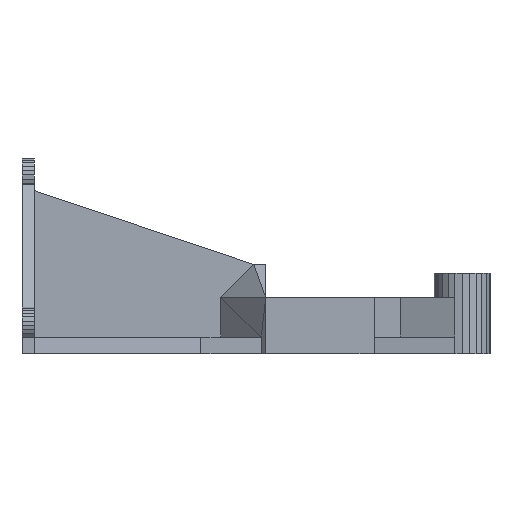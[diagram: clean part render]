
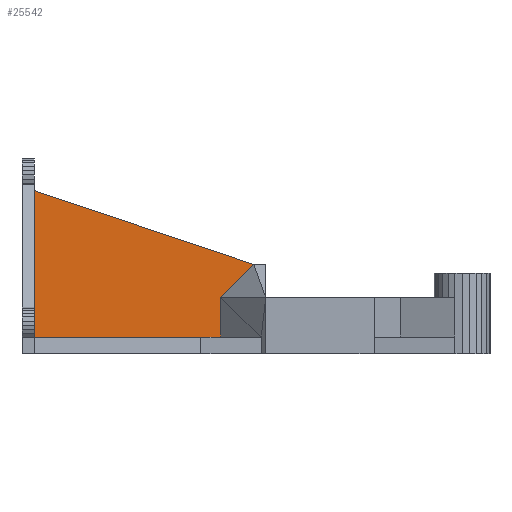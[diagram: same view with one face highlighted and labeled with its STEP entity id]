
A CAD part, left-side view. The second image highlights one B-rep face of the part: STEP entity #25542.
In plain terms, the highlighted planar face has unit normal (-1, 0, 0).
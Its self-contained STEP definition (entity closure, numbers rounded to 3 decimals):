
#1097 = PLANE('',#1098);
#1098 = AXIS2_PLACEMENT_3D('',#1099,#1100,#1101);
#1099 = CARTESIAN_POINT('',(114.995,306.812,
    95.08));
#1100 = DIRECTION('',(-0.,-1.,-0.));
#1101 = DIRECTION('',(0.,0.,-1.));
#15108 = VERTEX_POINT('',#15109);
#15109 = CARTESIAN_POINT('',(112.495,310.312,
    63.138));
#15118 = PLANE('',#15119);
#15119 = AXIS2_PLACEMENT_3D('',#15120,#15121,#15122);
#15120 = CARTESIAN_POINT('',(97.097,310.312,
    83.735));
#15121 = DIRECTION('',(-0.,-1.,-0.));
#15122 = DIRECTION('',(0.,0.,-1.));
#15130 = PLANE('',#15131);
#15131 = AXIS2_PLACEMENT_3D('',#15132,#15133,#15134);
#15132 = CARTESIAN_POINT('',(93.02,270.584,
    63.138));
#15133 = DIRECTION('',(0.,0.,1.));
#15134 = DIRECTION('',(1.,0.,-0.));
#15142 = EDGE_CURVE('',#15143,#15108,#15145,.T.);
#15143 = VERTEX_POINT('',#15144);
#15144 = CARTESIAN_POINT('',(112.495,310.312,
    118.976));
#15145 = SURFACE_CURVE('',#15146,(#15150,#15157),.PCURVE_S1.);
#15146 = LINE('',#15147,#15148);
#15147 = CARTESIAN_POINT('',(112.495,310.312,
    118.976));
#15148 = VECTOR('',#15149,1.);
#15149 = DIRECTION('',(0.,0.,-1.));
#15150 = PCURVE('',#15118,#15151);
#15151 = DEFINITIONAL_REPRESENTATION('',(#15152),#15156);
#15152 = LINE('',#15153,#15154);
#15153 = CARTESIAN_POINT('',(-35.241,15.398));
#15154 = VECTOR('',#15155,1.);
#15155 = DIRECTION('',(1.,0.));
#15156 = ( GEOMETRIC_REPRESENTATION_CONTEXT(2) 
PARAMETRIC_REPRESENTATION_CONTEXT() REPRESENTATION_CONTEXT('2D SPACE',''
  ) );
#15157 = PCURVE('',#15158,#15163);
#15158 = PLANE('',#15159);
#15159 = AXIS2_PLACEMENT_3D('',#15160,#15161,#15162);
#15160 = CARTESIAN_POINT('',(112.495,270.643,
    88.269));
#15161 = DIRECTION('',(-1.,-0.,-0.));
#15162 = DIRECTION('',(0.,0.,-1.));
#15163 = DEFINITIONAL_REPRESENTATION('',(#15164),#15168);
#15164 = LINE('',#15165,#15166);
#15165 = CARTESIAN_POINT('',(-30.707,-39.669));
#15166 = VECTOR('',#15167,1.);
#15167 = DIRECTION('',(1.,0.));
#15168 = ( GEOMETRIC_REPRESENTATION_CONTEXT(2) 
PARAMETRIC_REPRESENTATION_CONTEXT() REPRESENTATION_CONTEXT('2D SPACE',''
  ) );
#15184 = PLANE('',#15185);
#15185 = AXIS2_PLACEMENT_3D('',#15186,#15187,#15188);
#15186 = CARTESIAN_POINT('',(89.776,308.562,
    91.057));
#15187 = DIRECTION('',(0.776,0.,-0.631));
#15188 = DIRECTION('',(0.631,0.,0.776));
#15199 = EDGE_CURVE('',#15200,#15108,#15202,.T.);
#15200 = VERTEX_POINT('',#15201);
#15201 = CARTESIAN_POINT('',(112.495,229.812,
    63.138));
#15202 = SURFACE_CURVE('',#15203,(#15207,#15214),.PCURVE_S1.);
#15203 = LINE('',#15204,#15205);
#15204 = CARTESIAN_POINT('',(112.495,229.812,
    63.138));
#15205 = VECTOR('',#15206,1.);
#15206 = DIRECTION('',(0.,1.,0.));
#15207 = PCURVE('',#15130,#15208);
#15208 = DEFINITIONAL_REPRESENTATION('',(#15209),#15213);
#15209 = LINE('',#15210,#15211);
#15210 = CARTESIAN_POINT('',(19.475,-40.773));
#15211 = VECTOR('',#15212,1.);
#15212 = DIRECTION('',(0.,1.));
#15213 = ( GEOMETRIC_REPRESENTATION_CONTEXT(2) 
PARAMETRIC_REPRESENTATION_CONTEXT() REPRESENTATION_CONTEXT('2D SPACE',''
  ) );
#15214 = PCURVE('',#15158,#15215);
#15215 = DEFINITIONAL_REPRESENTATION('',(#15216),#15220);
#15216 = LINE('',#15217,#15218);
#15217 = CARTESIAN_POINT('',(25.13,40.831));
#15218 = VECTOR('',#15219,1.);
#15219 = DIRECTION('',(0.,-1.));
#15220 = ( GEOMETRIC_REPRESENTATION_CONTEXT(2) 
PARAMETRIC_REPRESENTATION_CONTEXT() REPRESENTATION_CONTEXT('2D SPACE',''
  ) );
#15352 = PLANE('',#15353);
#15353 = AXIS2_PLACEMENT_3D('',#15354,#15355,#15356);
#15354 = CARTESIAN_POINT('',(105.28,223.324,
    68.418));
#15355 = DIRECTION('',(-0.669,0.744,0.));
#15356 = DIRECTION('',(0.744,0.669,0.));
#15580 = VERTEX_POINT('',#15581);
#15581 = CARTESIAN_POINT('',(112.495,229.812,
    79.438));
#15607 = EDGE_CURVE('',#15200,#15580,#15608,.T.);
#15608 = SURFACE_CURVE('',#15609,(#15613,#15620),.PCURVE_S1.);
#15609 = LINE('',#15610,#15611);
#15610 = CARTESIAN_POINT('',(112.495,229.812,
    63.138));
#15611 = VECTOR('',#15612,1.);
#15612 = DIRECTION('',(0.,0.,1.));
#15613 = PCURVE('',#15352,#15614);
#15614 = DEFINITIONAL_REPRESENTATION('',(#15615),#15619);
#15615 = LINE('',#15616,#15617);
#15616 = CARTESIAN_POINT('',(9.703,5.28));
#15617 = VECTOR('',#15618,1.);
#15618 = DIRECTION('',(0.,-1.));
#15619 = ( GEOMETRIC_REPRESENTATION_CONTEXT(2) 
PARAMETRIC_REPRESENTATION_CONTEXT() REPRESENTATION_CONTEXT('2D SPACE',''
  ) );
#15620 = PCURVE('',#15158,#15621);
#15621 = DEFINITIONAL_REPRESENTATION('',(#15622),#15626);
#15622 = LINE('',#15623,#15624);
#15623 = CARTESIAN_POINT('',(25.13,40.831));
#15624 = VECTOR('',#15625,1.);
#15625 = DIRECTION('',(-1.,0.));
#15626 = ( GEOMETRIC_REPRESENTATION_CONTEXT(2) 
PARAMETRIC_REPRESENTATION_CONTEXT() REPRESENTATION_CONTEXT('2D SPACE',''
  ) );
#15666 = PLANE('',#15667);
#15667 = AXIS2_PLACEMENT_3D('',#15668,#15669,#15670);
#15668 = CARTESIAN_POINT('',(104.865,218.735,
    83.655));
#15669 = DIRECTION('',(-0.536,0.597,0.597));
#15670 = DIRECTION('',(0.,-0.707,0.707));
#15684 = VERTEX_POINT('',#15685);
#15685 = CARTESIAN_POINT('',(112.495,216.112,
    93.138));
#15711 = EDGE_CURVE('',#15580,#15684,#15712,.T.);
#15712 = SURFACE_CURVE('',#15713,(#15717,#15724),.PCURVE_S1.);
#15713 = LINE('',#15714,#15715);
#15714 = CARTESIAN_POINT('',(112.495,229.812,
    79.438));
#15715 = VECTOR('',#15716,1.);
#15716 = DIRECTION('',(0.,-0.707,0.707));
#15717 = PCURVE('',#15666,#15718);
#15718 = DEFINITIONAL_REPRESENTATION('',(#15719),#15723);
#15719 = LINE('',#15720,#15721);
#15720 = CARTESIAN_POINT('',(-10.813,9.042));
#15721 = VECTOR('',#15722,1.);
#15722 = DIRECTION('',(1.,0.));
#15723 = ( GEOMETRIC_REPRESENTATION_CONTEXT(2) 
PARAMETRIC_REPRESENTATION_CONTEXT() REPRESENTATION_CONTEXT('2D SPACE',''
  ) );
#15724 = PCURVE('',#15158,#15725);
#15725 = DEFINITIONAL_REPRESENTATION('',(#15726),#15730);
#15726 = LINE('',#15727,#15728);
#15727 = CARTESIAN_POINT('',(8.83,40.831));
#15728 = VECTOR('',#15729,1.);
#15729 = DIRECTION('',(-0.707,0.707));
#15730 = ( GEOMETRIC_REPRESENTATION_CONTEXT(2) 
PARAMETRIC_REPRESENTATION_CONTEXT() REPRESENTATION_CONTEXT('2D SPACE',''
  ) );
#23002 = PLANE('',#23003);
#23003 = AXIS2_PLACEMENT_3D('',#23004,#23005,#23006);
#23004 = CARTESIAN_POINT('',(114.995,261.462,
    108.364));
#23005 = DIRECTION('',(0.,-0.318,0.948));
#23006 = DIRECTION('',(0.,0.948,0.318));
#25542 = ADVANCED_FACE('',(#25543),#15158,.T.);
#25543 = FACE_BOUND('',#25544,.T.);
#25544 = EDGE_LOOP('',(#25545,#25546,#25569,#25592,#25613,#25614,#25615)
  );
#25545 = ORIENTED_EDGE('',*,*,#15711,.T.);
#25546 = ORIENTED_EDGE('',*,*,#25547,.F.);
#25547 = EDGE_CURVE('',#25548,#15684,#25550,.T.);
#25548 = VERTEX_POINT('',#25549);
#25549 = CARTESIAN_POINT('',(112.495,306.812,
    123.59));
#25550 = SURFACE_CURVE('',#25551,(#25555,#25562),.PCURVE_S1.);
#25551 = LINE('',#25552,#25553);
#25552 = CARTESIAN_POINT('',(112.495,306.812,
    123.59));
#25553 = VECTOR('',#25554,1.);
#25554 = DIRECTION('',(0.,-0.948,-0.318));
#25555 = PCURVE('',#15158,#25556);
#25556 = DEFINITIONAL_REPRESENTATION('',(#25557),#25561);
#25557 = LINE('',#25558,#25559);
#25558 = CARTESIAN_POINT('',(-35.321,-36.169));
#25559 = VECTOR('',#25560,1.);
#25560 = DIRECTION('',(0.318,0.948));
#25561 = ( GEOMETRIC_REPRESENTATION_CONTEXT(2) 
PARAMETRIC_REPRESENTATION_CONTEXT() REPRESENTATION_CONTEXT('2D SPACE',''
  ) );
#25562 = PCURVE('',#23002,#25563);
#25563 = DEFINITIONAL_REPRESENTATION('',(#25564),#25568);
#25564 = LINE('',#25565,#25566);
#25565 = CARTESIAN_POINT('',(47.838,2.5));
#25566 = VECTOR('',#25567,1.);
#25567 = DIRECTION('',(-1.,-0.));
#25568 = ( GEOMETRIC_REPRESENTATION_CONTEXT(2) 
PARAMETRIC_REPRESENTATION_CONTEXT() REPRESENTATION_CONTEXT('2D SPACE',''
  ) );
#25569 = ORIENTED_EDGE('',*,*,#25570,.T.);
#25570 = EDGE_CURVE('',#25548,#25571,#25573,.T.);
#25571 = VERTEX_POINT('',#25572);
#25572 = CARTESIAN_POINT('',(112.495,306.812,
    118.976));
#25573 = SURFACE_CURVE('',#25574,(#25578,#25585),.PCURVE_S1.);
#25574 = LINE('',#25575,#25576);
#25575 = CARTESIAN_POINT('',(112.495,306.812,
    123.59));
#25576 = VECTOR('',#25577,1.);
#25577 = DIRECTION('',(0.,0.,-1.));
#25578 = PCURVE('',#15158,#25579);
#25579 = DEFINITIONAL_REPRESENTATION('',(#25580),#25584);
#25580 = LINE('',#25581,#25582);
#25581 = CARTESIAN_POINT('',(-35.321,-36.169));
#25582 = VECTOR('',#25583,1.);
#25583 = DIRECTION('',(1.,0.));
#25584 = ( GEOMETRIC_REPRESENTATION_CONTEXT(2) 
PARAMETRIC_REPRESENTATION_CONTEXT() REPRESENTATION_CONTEXT('2D SPACE',''
  ) );
#25585 = PCURVE('',#1097,#25586);
#25586 = DEFINITIONAL_REPRESENTATION('',(#25587),#25591);
#25587 = LINE('',#25588,#25589);
#25588 = CARTESIAN_POINT('',(-28.51,-2.5));
#25589 = VECTOR('',#25590,1.);
#25590 = DIRECTION('',(1.,0.));
#25591 = ( GEOMETRIC_REPRESENTATION_CONTEXT(2) 
PARAMETRIC_REPRESENTATION_CONTEXT() REPRESENTATION_CONTEXT('2D SPACE',''
  ) );
#25592 = ORIENTED_EDGE('',*,*,#25593,.T.);
#25593 = EDGE_CURVE('',#25571,#15143,#25594,.T.);
#25594 = SURFACE_CURVE('',#25595,(#25599,#25606),.PCURVE_S1.);
#25595 = LINE('',#25596,#25597);
#25596 = CARTESIAN_POINT('',(112.495,306.812,
    118.976));
#25597 = VECTOR('',#25598,1.);
#25598 = DIRECTION('',(0.,1.,0.));
#25599 = PCURVE('',#15158,#25600);
#25600 = DEFINITIONAL_REPRESENTATION('',(#25601),#25605);
#25601 = LINE('',#25602,#25603);
#25602 = CARTESIAN_POINT('',(-30.707,-36.169));
#25603 = VECTOR('',#25604,1.);
#25604 = DIRECTION('',(0.,-1.));
#25605 = ( GEOMETRIC_REPRESENTATION_CONTEXT(2) 
PARAMETRIC_REPRESENTATION_CONTEXT() REPRESENTATION_CONTEXT('2D SPACE',''
  ) );
#25606 = PCURVE('',#15184,#25607);
#25607 = DEFINITIONAL_REPRESENTATION('',(#25608),#25612);
#25608 = LINE('',#25609,#25610);
#25609 = CARTESIAN_POINT('',(35.995,1.75));
#25610 = VECTOR('',#25611,1.);
#25611 = DIRECTION('',(0.,-1.));
#25612 = ( GEOMETRIC_REPRESENTATION_CONTEXT(2) 
PARAMETRIC_REPRESENTATION_CONTEXT() REPRESENTATION_CONTEXT('2D SPACE',''
  ) );
#25613 = ORIENTED_EDGE('',*,*,#15142,.T.);
#25614 = ORIENTED_EDGE('',*,*,#15199,.F.);
#25615 = ORIENTED_EDGE('',*,*,#15607,.T.);
